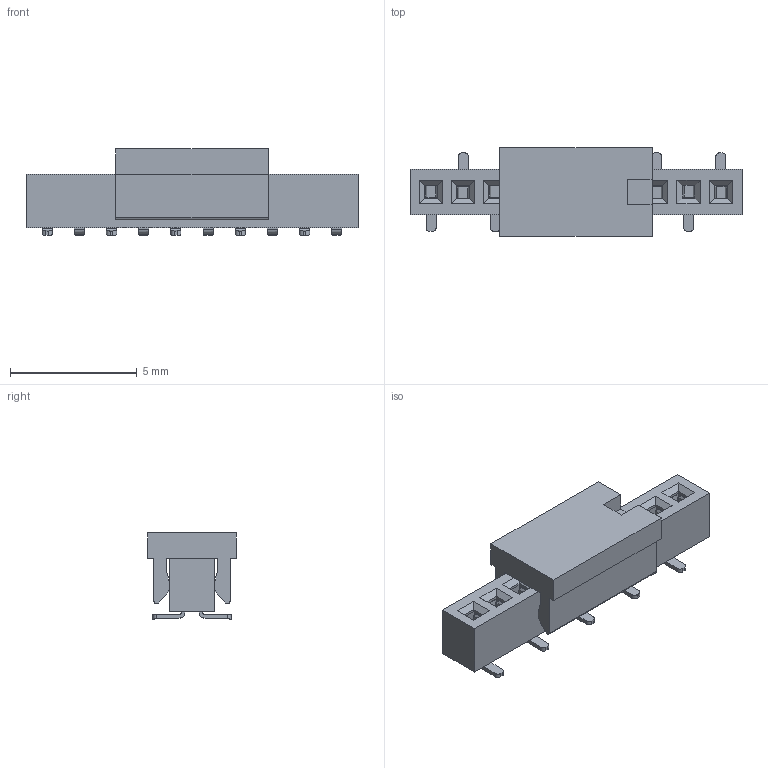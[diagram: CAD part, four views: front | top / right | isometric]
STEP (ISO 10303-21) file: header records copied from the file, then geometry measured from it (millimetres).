
FILE_DESCRIPTION( ('This file contains a STEP AP42 implementation' ,'as created by ZW3D STEP Interface translator.') ,'2;1' );
FILE_NAME( '2321-1XXMXXXUNX1.stp' ,'23 9 5. 9 751', (''), ('ZWCAD Software Co.'), 'Version 1.0', 'ZW3D to STEP translator', '' );
FILE_SCHEMA(('AUTOMOTIVE_DESIGN { 1 0 10303 214 1 1 1 1 }'));
Length unit declared in the file: millimetre
Products named in the file (2): 0; 2321-110MXXXUNX1
Bounding box: 13.1 x 3.5 x 3.4 mm (x, y, z)
Volume: 70.3 mm3; surface area: 384.5 mm2
Topology: 12 solids, 12 shells, 1072 faces, 2908 edges, 1880 vertices
Faces by surface type: plane 666, cylinder 280, bspline 126
Entity records: 45743 total; most frequent: CARTESIAN_POINT 23893, ORIENTED_EDGE 5816, EDGE_CURVE 2908, B_SPLINE_CURVE_WITH_KNOTS 2834, DIRECTION 1980, VERTEX_POINT 1880, EDGE_LOOP 1092, FACE_OUTER_BOUND 1072
